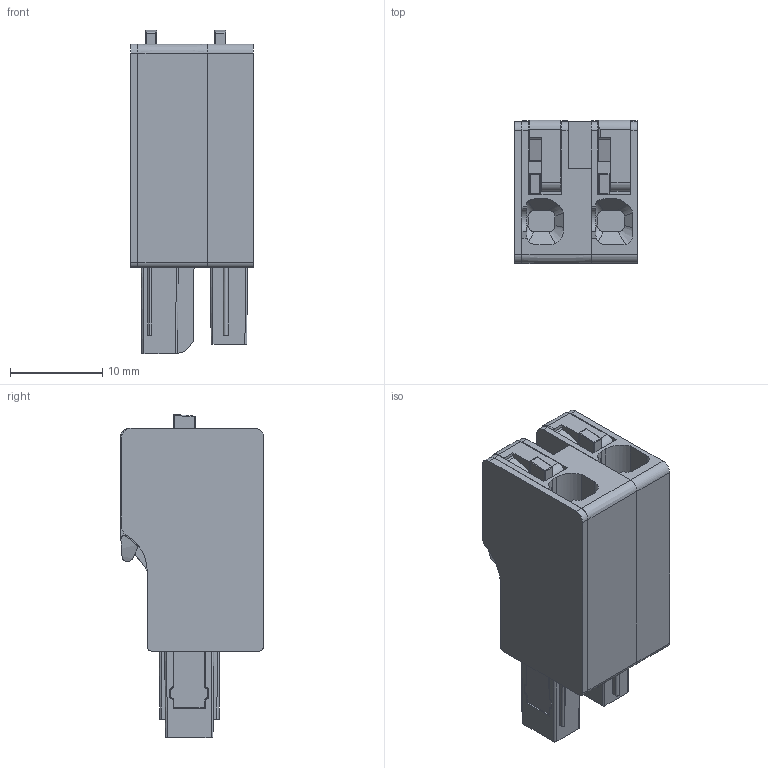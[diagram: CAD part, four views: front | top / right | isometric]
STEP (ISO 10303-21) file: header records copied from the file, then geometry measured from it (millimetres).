
FILE_DESCRIPTION(('CATIA V5 STEP Exchange','CAx-IF Rec.Pracs.--- Model Styling and Organization---1.4--- 2014-01-23'),'2;1');
FILE_NAME ('1361615-2_0_8000078328_8000078328.stp','2021-10-26T09:02:25+00:00',('none'),('Weidmueller'),'CATIA Version 5-6 Release 2016 SP3 HF44','CATIA V5 STEP AP214','none');
FILE_SCHEMA(('AUTOMOTIVE_DESIGN { 1 0 10303 214 1 1 1 1 }'));
Length unit declared in the file: millimetre
Products named in the file (1): 8000078328
Bounding box: 13.3 x 15.5 x 35 mm (x, y, z)
Volume: 4490.5 mm3; surface area: 4791.6 mm2
Topology: 7 solids, 7 shells, 561 faces, 1550 edges, 1015 vertices
Faces by surface type: plane 325, cylinder 187, cone 18, sphere 16, bspline 8, torus 4, extrusion 3
Entity records: 19187 total; most frequent: CARTESIAN_POINT 5426, ORIENTED_EDGE 3068, DIRECTION 2376, EDGE_CURVE 1534, VERTEX_POINT 1015, VECTOR 1000, LINE 997, AXIS2_PLACEMENT_3D 827
